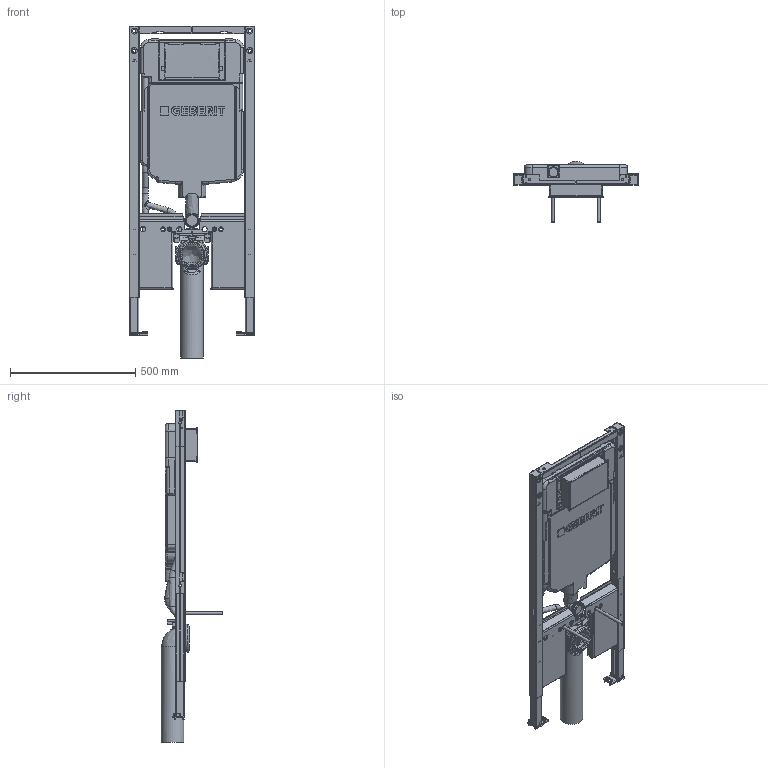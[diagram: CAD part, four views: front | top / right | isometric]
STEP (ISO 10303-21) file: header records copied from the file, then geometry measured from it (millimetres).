
FILE_DESCRIPTION(/* description */ ('CATIA V6 STEP'),/* implementation_level */ '2;1');
FILE_NAME(/* name */ '111699.stp',/* time_stamp */ '2025-12-12T13:00:43+01:00',/* author */ ('none'),/* organization */ ('none'),/* preprocessor_version */ 'ST-DEVELOPER v20',/* originating_system */ 'Autodesk Inventor 2023',/* authorisation */ 'none');
FILE_SCHEMA (('AUTOMOTIVE_DESIGN { 1 0 10303 214 3 1 1 }'));
Products named in the file (26): DF WC Sig8(2016) H114 4.5/3L Reece AU; element DF WC H114 90 m/ Sig8_0_A; concealed cistern 6/3L DWC mount_1_B; 000_821.688_30152392_CPP_000_ANJA_VORLAGE; fastening protection box_08; 890.028_Verschlusstopfen; 30236717_CPP_000_ANJA; element DF WC H114 90 Sig8_5_A; frame WC 8cm welded_73_E; sq profile left 40x40x1080 lsr wld_C; sq profile right 40x40x1080 lsr wld_C; crossbar front_F; crossbar back_G; crossbar top_F; foot right compl w/ T-slot nut 500x13_6_A; 3DShapeL.1; foot left compl w/ T-slot nut 500x13_7_A; C-profile foot 500x13_B; 3DShapeO.1; 858.905_1006553219; 3DShapeA.1; 1005554421_threaded rod M12x180; 858.036.00.0_1006946675_Vereinfachen_1; support bracket_C; 3DShapeA.1_1; 823.264.00.0_Shrinkwrap_1
Assembly tree (28 placements, depth 5):
  DF WC Sig8(2016) H114 4.5/3L Reece AU
    element DF WC H114 90 m/ Sig8_0_A
      concealed cistern 6/3L DWC mount_1_B
        000_821.688_30152392_CPP_000_ANJA_VORLAGE
        fastening protection box_08
        890.028_Verschlusstopfen
      30236717_CPP_000_ANJA
      element DF WC H114 90 Sig8_5_A
        frame WC 8cm welded_73_E
          sq profile left 40x40x1080 lsr wld_C
          sq profile right 40x40x1080 lsr wld_C
          crossbar front_F
          crossbar back_G
          crossbar top_F
        foot right compl w/ T-slot nut 500x13_6_A
          C-profile foot 500x13_B
          3DShapeL.1
        foot left compl w/ T-slot nut 500x13_7_A
          C-profile foot 500x13_B
          3DShapeO.1
        858.905_1006553219  x2
    3DShapeA.1
    1005554421_threaded rod M12x180  x2
    858.036.00.0_1006946675_Vereinfachen_1
    support bracket_C
    3DShapeA.1_1
    823.264.00.0_Shrinkwrap_1
Bounding box: 500.02 x 244.89 x 1323.21 mm (x, y, z)
Volume: 20114454.1 mm3; surface area: 3365963.3 mm2
Topology: 23 solids, 23 shells, 3844 faces, 9977 edges, 6067 vertices
Faces by surface type: plane 1723, cylinder 1220, bspline 517, torus 231, cone 81, sphere 72
Full cylindrical faces by diameter (mm): 3 x1, 4.7 x8, 6 x6, 6.5 x2, 10.5 x2, 11.25 x4, 12 x2, 13 x4, 17.25 x4, 21 x3, 22 x2, 24 x4, 35.7 x1, 36.6 x1, 42 x1, 45.7 x1, 51.243 x2, 55 x2, 59 x3, 70 x1, 83.025 x1, 90.375 x1, 91.45 x1, 92.2 x1, 98.2 x1, 104.3 x1, 111 x1
Entity records: 157656 total; most frequent: CARTESIAN_POINT 66612, ORIENTED_EDGE 19262, DIRECTION 18362, EDGE_CURVE 9631, AXIS2_PLACEMENT_3D 6374, VERTEX_POINT 5917, LINE 5614, VECTOR 5614
